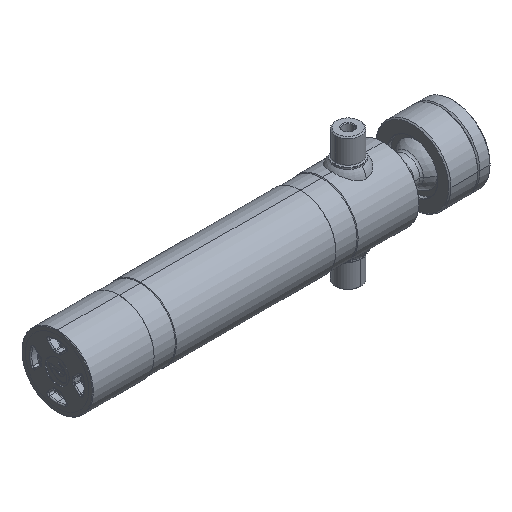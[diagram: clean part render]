
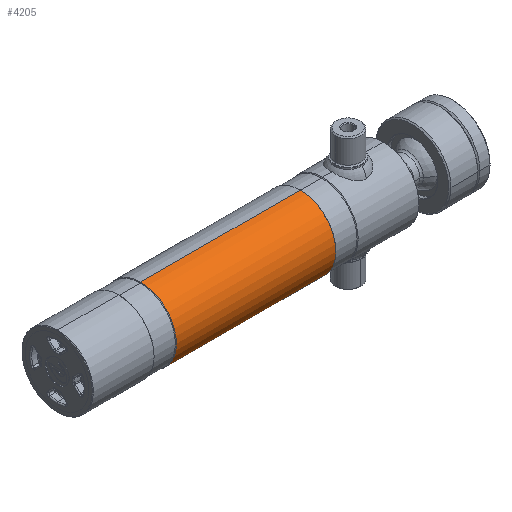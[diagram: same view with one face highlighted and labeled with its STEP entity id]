
A CAD part, isometric view. The second image highlights one B-rep face of the part: STEP entity #4205.
In plain terms, the highlighted cylindrical face has radius 64 mm (diameter 128 mm), a partial arc.
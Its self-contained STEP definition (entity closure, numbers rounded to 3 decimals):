
#167 = VERTEX_POINT ( 'NONE', #7052 ) ;
#1029 = AXIS2_PLACEMENT_3D ( 'NONE', #7947, #3167, #8756 ) ;
#1039 = CARTESIAN_POINT ( 'NONE',  ( 436., 0., 0. ) ) ;
#1321 = CARTESIAN_POINT ( 'NONE',  ( -30.734, 0., -64. ) ) ;
#1817 = DIRECTION ( 'NONE',  ( 0., 0., -1. ) ) ;
#2189 = ORIENTED_EDGE ( 'NONE', *, *, #8739, .F. ) ;
#2222 = CARTESIAN_POINT ( 'NONE',  ( 436., 0., 64. ) ) ;
#2356 = CARTESIAN_POINT ( 'NONE',  ( 150., 0., 64. ) ) ;
#2386 = CARTESIAN_POINT ( 'NONE',  ( 436., 0., -64. ) ) ;
#3167 = DIRECTION ( 'NONE',  ( -1., 0., 0. ) ) ;
#3348 = EDGE_LOOP ( 'NONE', ( #8950, #3763, #8394, #2189 ) ) ;
#3443 = VECTOR ( 'NONE', #5229, 1000. ) ;
#3763 = ORIENTED_EDGE ( 'NONE', *, *, #8476, .T. ) ;
#4205 = ADVANCED_FACE ( 'NONE', ( #6917 ), #9449, .T. ) ;
#4774 = AXIS2_PLACEMENT_3D ( 'NONE', #8285, #5107, #5864 ) ;
#4826 = DIRECTION ( 'NONE',  ( -1., 0., 0. ) ) ;
#5107 = DIRECTION ( 'NONE',  ( -1., 0., 0. ) ) ;
#5193 = LINE ( 'NONE', #9637, #9476 ) ;
#5229 = DIRECTION ( 'NONE',  ( -1., 0., 0. ) ) ;
#5864 = DIRECTION ( 'NONE',  ( 0., 0., -1. ) ) ;
#6552 = DIRECTION ( 'NONE',  ( -1., 0., 0. ) ) ;
#6917 = FACE_OUTER_BOUND ( 'NONE', #3348, .T. ) ;
#7052 = CARTESIAN_POINT ( 'NONE',  ( 150., 0., -64. ) ) ;
#7130 = VERTEX_POINT ( 'NONE', #2356 ) ;
#7144 = VERTEX_POINT ( 'NONE', #2386 ) ;
#7912 = AXIS2_PLACEMENT_3D ( 'NONE', #1039, #6552, #1817 ) ;
#7947 = CARTESIAN_POINT ( 'NONE',  ( 150., 0., 0. ) ) ;
#8275 = VERTEX_POINT ( 'NONE', #2222 ) ;
#8285 = CARTESIAN_POINT ( 'NONE',  ( -30.734, 0., 0. ) ) ;
#8394 = ORIENTED_EDGE ( 'NONE', *, *, #9686, .F. ) ;
#8438 = CIRCLE ( 'NONE', #7912, 64. ) ;
#8476 = EDGE_CURVE ( 'NONE', #8275, #7130, #5193, .T. ) ;
#8739 = EDGE_CURVE ( 'NONE', #7144, #167, #9589, .T. ) ;
#8756 = DIRECTION ( 'NONE',  ( 0., 0., -1. ) ) ;
#8950 = ORIENTED_EDGE ( 'NONE', *, *, #9815, .T. ) ;
#9449 = CYLINDRICAL_SURFACE ( 'NONE', #4774, 64. ) ;
#9451 = CIRCLE ( 'NONE', #1029, 64. ) ;
#9476 = VECTOR ( 'NONE', #4826, 1000. ) ;
#9589 = LINE ( 'NONE', #1321, #3443 ) ;
#9637 = CARTESIAN_POINT ( 'NONE',  ( -30.734, 0., 64. ) ) ;
#9686 = EDGE_CURVE ( 'NONE', #167, #7130, #9451, .T. ) ;
#9815 = EDGE_CURVE ( 'NONE', #7144, #8275, #8438, .T. ) ;
